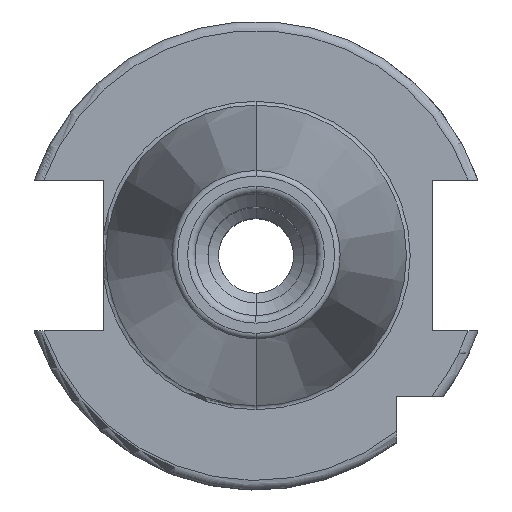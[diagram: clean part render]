
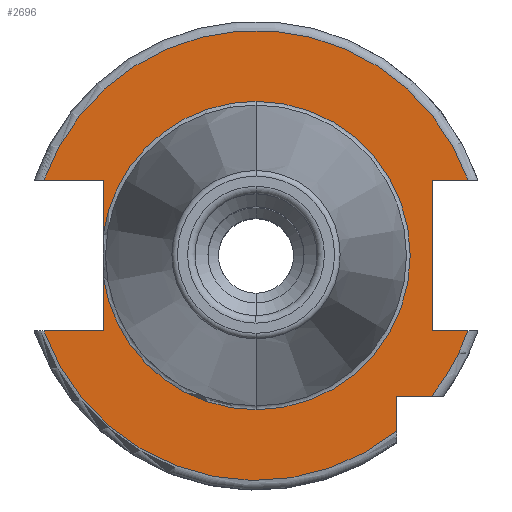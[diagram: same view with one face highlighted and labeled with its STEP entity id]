
A CAD part, top view. The second image highlights one B-rep face of the part: STEP entity #2696.
In plain terms, the highlighted planar face has unit normal (0, 0, 1).
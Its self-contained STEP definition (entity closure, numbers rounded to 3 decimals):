
#850=CARTESIAN_POINT('',(0,0,15.9));
#851=DIRECTION('',(0,0,1));
#852=DIRECTION('',(0.942,0.335,0));
#853=AXIS2_PLACEMENT_3D('',#850,#851,#852);
#901=CARTESIAN_POINT('',(0,0,15.9));
#902=DIRECTION('',(0,0,1));
#903=DIRECTION('',(-0.942,-0.335,0));
#904=AXIS2_PLACEMENT_3D('',#901,#902,#903);
#917=DIRECTION('',(1,0,0));
#918=VECTOR('',#917,6.31);
#919=CARTESIAN_POINT('',(-22.61,-8.05,15.9));
#920=LINE('',#919,#918);
#921=DIRECTION('',(0,1,0));
#922=VECTOR('',#921,5.834);
#923=CARTESIAN_POINT('',(-16.3,-8.05,15.9));
#924=LINE('',#923,#922);
#925=DIRECTION('',(0,1,0));
#926=VECTOR('',#925,5.834);
#927=CARTESIAN_POINT('',(-16.3,2.216,15.9));
#928=LINE('',#927,#926);
#929=DIRECTION('',(1,0,0));
#930=VECTOR('',#929,6.31);
#931=CARTESIAN_POINT('',(-22.61,8.05,15.9));
#932=LINE('',#931,#930);
#933=DIRECTION('',(-1,0,0));
#934=VECTOR('',#933,3.81);
#935=CARTESIAN_POINT('',(22.61,8.05,15.9));
#936=LINE('',#935,#934);
#937=DIRECTION('',(0,-1,0));
#938=VECTOR('',#937,16.1);
#939=CARTESIAN_POINT('',(18.8,8.05,15.9));
#940=LINE('',#939,#938);
#941=DIRECTION('',(-1,0,0));
#942=VECTOR('',#941,3.81);
#943=CARTESIAN_POINT('',(22.61,-8.05,15.9));
#944=LINE('',#943,#942);
#945=CARTESIAN_POINT('',(0,0,15.9));
#946=DIRECTION('',(0,0,1));
#947=DIRECTION('',(0.781,-0.625,0));
#948=AXIS2_PLACEMENT_3D('',#945,#946,#947);
#950=DIRECTION('',(-1,0,0));
#951=VECTOR('',#950,3.735);
#952=CARTESIAN_POINT('',(18.735,-15,15.9));
#953=LINE('',#952,#951);
#954=DIRECTION('',(0,1,0));
#955=VECTOR('',#954,3.735);
#956=CARTESIAN_POINT('',(15,-18.735,15.9));
#957=LINE('',#956,#955);
#977=CARTESIAN_POINT('',(0,0,15.9));
#978=DIRECTION('',(0,0,1));
#979=DIRECTION('',(0,1,0));
#980=AXIS2_PLACEMENT_3D('',#977,#978,#979);
#992=CARTESIAN_POINT('',(0,0,15.9));
#993=DIRECTION('',(0,0,1));
#994=DIRECTION('',(-0.991,-0.135,0));
#995=AXIS2_PLACEMENT_3D('',#992,#993,#994);
#997=CARTESIAN_POINT('',(0,0,15.9));
#998=DIRECTION('',(0,0,-1));
#999=DIRECTION('',(0,1,0));
#1000=AXIS2_PLACEMENT_3D('',#997,#998,#999);
#1590=CARTESIAN_POINT('',(0,16.45,15.9));
#1592=VERTEX_POINT('',#1590);
#1612=CARTESIAN_POINT('',(0,-16.45,15.9));
#1614=VERTEX_POINT('',#1612);
#1716=CARTESIAN_POINT('',(-22.61,-8.05,15.9));
#1717=CARTESIAN_POINT('',(-16.3,-8.05,15.9));
#1718=VERTEX_POINT('',#1716);
#1719=VERTEX_POINT('',#1717);
#1720=CARTESIAN_POINT('',(-16.3,-2.216,15.9));
#1721=VERTEX_POINT('',#1720);
#1722=CARTESIAN_POINT('',(-16.3,2.216,15.9));
#1723=CARTESIAN_POINT('',(-16.3,8.05,15.9));
#1724=VERTEX_POINT('',#1722);
#1725=VERTEX_POINT('',#1723);
#1726=CARTESIAN_POINT('',(-22.61,8.05,15.9));
#1727=VERTEX_POINT('',#1726);
#1728=CARTESIAN_POINT('',(18.8,8.05,15.9));
#1729=CARTESIAN_POINT('',(18.8,-8.05,15.9));
#1730=VERTEX_POINT('',#1728);
#1731=VERTEX_POINT('',#1729);
#1732=CARTESIAN_POINT('',(22.61,-8.05,15.9));
#1733=VERTEX_POINT('',#1732);
#1734=CARTESIAN_POINT('',(22.61,8.05,15.9));
#1735=VERTEX_POINT('',#1734);
#1736=CARTESIAN_POINT('',(15,-18.735,15.9));
#1737=CARTESIAN_POINT('',(15,-15,15.9));
#1738=VERTEX_POINT('',#1736);
#1739=VERTEX_POINT('',#1737);
#1740=CARTESIAN_POINT('',(18.735,-15,15.9));
#1741=VERTEX_POINT('',#1740);
#2666=CARTESIAN_POINT('',(0,0,15.9));
#2667=DIRECTION('',(0,0,-1));
#2668=DIRECTION('',(0,-1,0));
#2669=AXIS2_PLACEMENT_3D('',#2666,#2667,#2668);
#2670=PLANE('',#2669);
#2672=ORIENTED_EDGE('',*,*,#2671,.T.);
#2674=ORIENTED_EDGE('',*,*,#2673,.T.);
#2676=ORIENTED_EDGE('',*,*,#2675,.T.);
#2678=ORIENTED_EDGE('',*,*,#2677,.F.);
#2680=ORIENTED_EDGE('',*,*,#2679,.T.);
#2682=ORIENTED_EDGE('',*,*,#2681,.T.);
#2684=ORIENTED_EDGE('',*,*,#2683,.F.);
#2685=ORIENTED_EDGE('',*,*,#2642,.F.);
#2687=ORIENTED_EDGE('',*,*,#2686,.T.);
#2688=ORIENTED_EDGE('',*,*,#2059,.T.);
#2689=ORIENTED_EDGE('',*,*,#2221,.F.);
#2690=ORIENTED_EDGE('',*,*,#2632,.F.);
#2691=ORIENTED_EDGE('',*,*,#2279,.T.);
#2692=ORIENTED_EDGE('',*,*,#2324,.F.);
#2693=ORIENTED_EDGE('',*,*,#2660,.F.);
#2694=EDGE_LOOP('',(#2672,#2674,#2676,#2678,#2680,#2682,#2684,#2685,#2687,#2688,
#2689,#2690,#2691,#2692,#2693));
#2695=FACE_OUTER_BOUND('',#2694,.F.);
#2696=ADVANCED_FACE('',(#2695),#2670,.F.);
#854=CIRCLE('',#853,24);
#905=CIRCLE('',#904,24);
#949=CIRCLE('',#948,24);
#981=CIRCLE('',#980,16.45);
#996=CIRCLE('',#995,16.45);
#1001=CIRCLE('',#1000,16.45);
#2059=EDGE_CURVE('',#1730,#1731,#940,.T.);
#2221=EDGE_CURVE('',#1733,#1731,#944,.T.);
#2279=EDGE_CURVE('',#1741,#1739,#953,.T.);
#2324=EDGE_CURVE('',#1738,#1739,#957,.T.);
#2632=EDGE_CURVE('',#1741,#1733,#949,.T.);
#2642=EDGE_CURVE('',#1735,#1727,#854,.T.);
#2660=EDGE_CURVE('',#1718,#1738,#905,.T.);
#2671=EDGE_CURVE('',#1718,#1719,#920,.T.);
#2673=EDGE_CURVE('',#1719,#1721,#924,.T.);
#2675=EDGE_CURVE('',#1721,#1614,#996,.T.);
#2677=EDGE_CURVE('',#1592,#1614,#1001,.T.);
#2679=EDGE_CURVE('',#1592,#1724,#981,.T.);
#2681=EDGE_CURVE('',#1724,#1725,#928,.T.);
#2683=EDGE_CURVE('',#1727,#1725,#932,.T.);
#2686=EDGE_CURVE('',#1735,#1730,#936,.T.);
